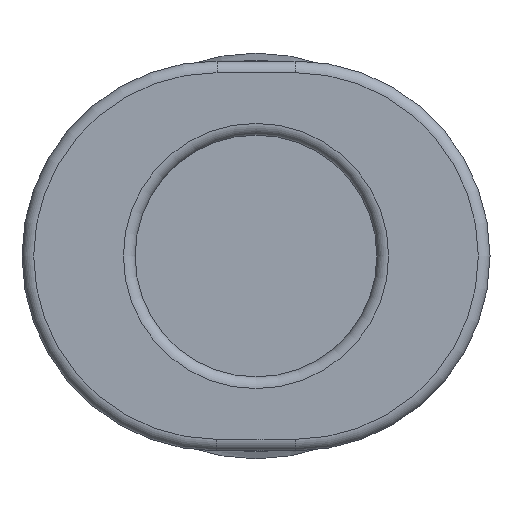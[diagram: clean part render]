
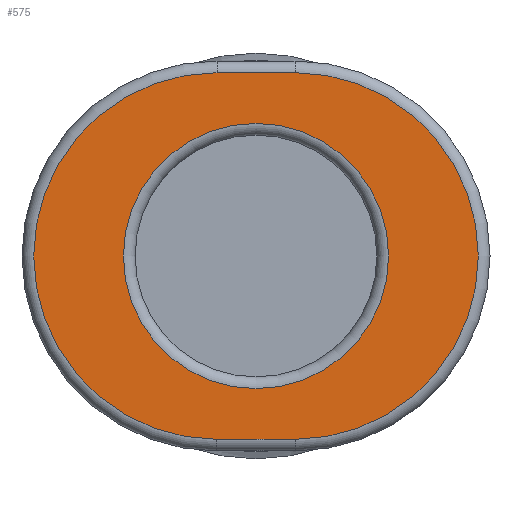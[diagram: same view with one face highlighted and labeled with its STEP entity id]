
A CAD part, front view. The second image highlights one B-rep face of the part: STEP entity #575.
In plain terms, the highlighted planar face has unit normal (0, -1, 0).
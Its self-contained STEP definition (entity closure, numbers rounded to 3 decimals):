
#25=LINE('',#1007,#45);
#28=LINE('',#1016,#48);
#45=VECTOR('',#834,2.);
#48=VECTOR('',#843,2.);
#62=PLANE('',#667);
#117=FACE_BOUND('',#227,.T.);
#158=FACE_OUTER_BOUND('',#226,.T.);
#226=EDGE_LOOP('',(#508,#509,#510,#511));
#227=EDGE_LOOP('',(#512));
#253=CIRCLE('',#612,3.4);
#274=CIRCLE('',#653,4.7);
#280=CIRCLE('',#662,4.7);
#299=VERTEX_POINT('',#923);
#322=VERTEX_POINT('',#997);
#323=VERTEX_POINT('',#998);
#326=VERTEX_POINT('',#1006);
#329=VERTEX_POINT('',#1014);
#349=EDGE_CURVE('',#299,#299,#253,.T.);
#380=EDGE_CURVE('',#322,#323,#274,.T.);
#384=EDGE_CURVE('',#323,#326,#25,.T.);
#389=EDGE_CURVE('',#329,#322,#28,.T.);
#390=EDGE_CURVE('',#326,#329,#280,.T.);
#508=ORIENTED_EDGE('',*,*,#380,.F.);
#509=ORIENTED_EDGE('',*,*,#389,.F.);
#510=ORIENTED_EDGE('',*,*,#390,.F.);
#511=ORIENTED_EDGE('',*,*,#384,.F.);
#512=ORIENTED_EDGE('',*,*,#349,.F.);
#575=ADVANCED_FACE('',(#158,#117),#62,.F.);
#612=AXIS2_PLACEMENT_3D('',#924,#732,#733);
#653=AXIS2_PLACEMENT_3D('',#999,#824,#825);
#662=AXIS2_PLACEMENT_3D('',#1018,#846,#847);
#667=AXIS2_PLACEMENT_3D('',#1030,#860,#861);
#732=DIRECTION('center_axis',(0.,-1.,0.));
#733=DIRECTION('ref_axis',(1.,0.,0.));
#824=DIRECTION('center_axis',(0.,1.,0.));
#825=DIRECTION('ref_axis',(1.,0.,0.));
#834=DIRECTION('',(-1.,0.,0.));
#843=DIRECTION('',(1.,0.,0.));
#846=DIRECTION('center_axis',(0.,1.,0.));
#847=DIRECTION('ref_axis',(-1.,0.,0.));
#860=DIRECTION('center_axis',(0.,1.,0.));
#861=DIRECTION('ref_axis',(1.,0.,0.));
#923=CARTESIAN_POINT('',(6.602,-7.408,0.));
#924=CARTESIAN_POINT('Origin',(10.002,-7.408,0.));
#997=CARTESIAN_POINT('',(11.002,-7.408,4.7));
#998=CARTESIAN_POINT('',(11.002,-7.408,-4.7));
#999=CARTESIAN_POINT('Origin',(11.002,-7.408,0.));
#1006=CARTESIAN_POINT('',(9.002,-7.408,-4.7));
#1007=CARTESIAN_POINT('',(11.002,-7.408,-4.7));
#1014=CARTESIAN_POINT('',(9.002,-7.408,4.7));
#1016=CARTESIAN_POINT('',(9.002,-7.408,4.7));
#1018=CARTESIAN_POINT('Origin',(9.002,-7.408,0.));
#1030=CARTESIAN_POINT('Origin',(10.002,-7.408,0.));
